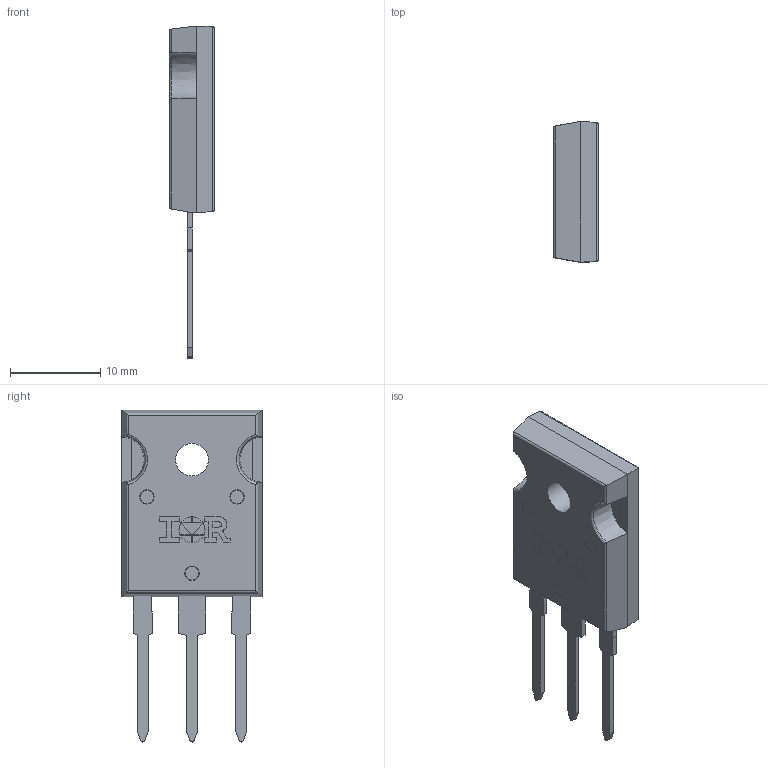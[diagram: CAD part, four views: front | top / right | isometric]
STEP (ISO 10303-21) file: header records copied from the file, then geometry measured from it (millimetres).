
FILE_DESCRIPTION(/* description */ (''),/* implementation_level */ '2;1');
FILE_NAME(/* name */ 'PG-TO247-3-901_Z8B00200757_V01_3D.stp',/* time_stamp */ '2023-08-02T15:31:23+05:00',/* author */ ('Subramani'),/* organization */ (''),/* preprocessor_version */ 'ST-DEVELOPER v16.13',/* originating_system */ 'AutoCAD Mechanical',/* authorisation */ '');
FILE_SCHEMA (('AUTOMOTIVE_DESIGN { 1 0 10303 214 3 1 1 }'));
Length unit declared in the file: millimetre
Products named in the file (1): Product
Bounding box: 5.01 x 15.6 x 36.8 mm (x, y, z)
Volume: 1489.7 mm3; surface area: 1791.2 mm2
Topology: 11 solids, 11 shells, 183 faces, 463 edges, 303 vertices
Faces by surface type: plane 137, cylinder 39, torus 5, cone 2
Full cylindrical faces by diameter (mm): 1.6 x3, 3.61 x1, 7.39 x2
Entity records: 5493 total; most frequent: CARTESIAN_POINT 985, DIRECTION 909, ORIENTED_EDGE 908, EDGE_CURVE 454, LINE 359, VECTOR 359, VERTEX_POINT 303, AXIS2_PLACEMENT_3D 275
